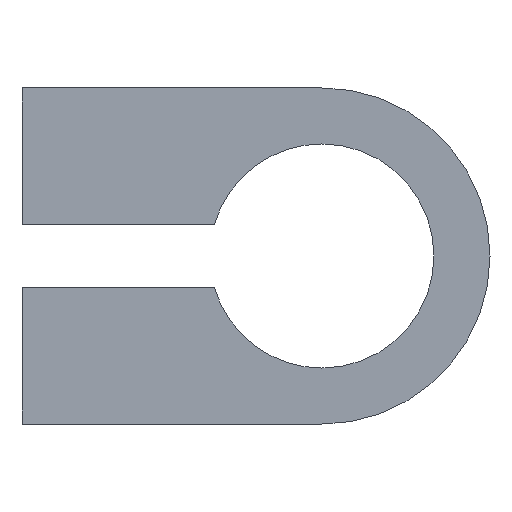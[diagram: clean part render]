
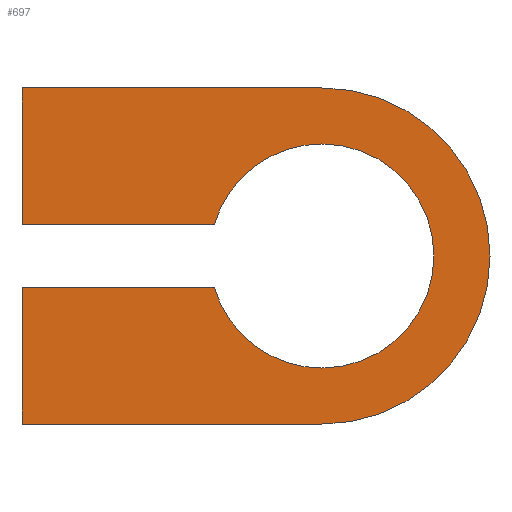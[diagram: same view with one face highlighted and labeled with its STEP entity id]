
A CAD part, front view. The second image highlights one B-rep face of the part: STEP entity #697.
In plain terms, the highlighted planar face has unit normal (0, -1, 0).
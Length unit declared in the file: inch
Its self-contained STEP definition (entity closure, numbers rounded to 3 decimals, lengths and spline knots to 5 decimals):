
#2 = EDGE_CURVE ( 'NONE', #102, #52, #334, .T. ) ;
#15 = ORIENTED_EDGE ( 'NONE', *, *, #2, .F. ) ;
#20 = CARTESIAN_POINT ( 'NONE',  ( 0., 0., 0.125 ) ) ;
#29 = DIRECTION ( 'NONE',  ( 0., 0., 1. ) ) ;
#36 = DIRECTION ( 'NONE',  ( 0., 1., 0. ) ) ;
#47 = DIRECTION ( 'NONE',  ( -1., 0., 0. ) ) ;
#52 = VERTEX_POINT ( 'NONE', #332 ) ;
#59 = DIRECTION ( 'NONE',  ( 0., 1., 0. ) ) ;
#62 = ORIENTED_EDGE ( 'NONE', *, *, #474, .F. ) ;
#67 = ORIENTED_EDGE ( 'NONE', *, *, #211, .T. ) ;
#69 = FACE_OUTER_BOUND ( 'NONE', #624, .T. ) ;
#88 = DIRECTION ( 'NONE',  ( 0., 0., 1. ) ) ;
#93 = CARTESIAN_POINT ( 'NONE',  ( 0., 0., 0.1875 ) ) ;
#102 = VERTEX_POINT ( 'NONE', #172 ) ;
#104 = DIRECTION ( 'NONE',  ( -1., 0., 0. ) ) ;
#130 = EDGE_CURVE ( 'NONE', #155, #384, #642, .T. ) ;
#131 = ORIENTED_EDGE ( 'NONE', *, *, #436, .F. ) ;
#136 = CARTESIAN_POINT ( 'NONE',  ( -0.3346, 0., 0.1875 ) ) ;
#148 = CARTESIAN_POINT ( 'NONE',  ( 0., 0., 0. ) ) ;
#155 = VERTEX_POINT ( 'NONE', #392 ) ;
#163 = EDGE_CURVE ( 'NONE', #515, #368, #607, .T. ) ;
#166 = CARTESIAN_POINT ( 'NONE',  ( 0., 0., 0. ) ) ;
#172 = CARTESIAN_POINT ( 'NONE',  ( -0.12, 0., 0.035 ) ) ;
#173 = ORIENTED_EDGE ( 'NONE', *, *, #433, .F. ) ;
#174 = LINE ( 'NONE', #136, #473 ) ;
#180 = CIRCLE ( 'NONE', #627, 0.125 ) ;
#182 = VECTOR ( 'NONE', #47, 39.37008 ) ;
#201 = CARTESIAN_POINT ( 'NONE',  ( -0.12, 0., -0.035 ) ) ;
#202 = VERTEX_POINT ( 'NONE', #572 ) ;
#211 = EDGE_CURVE ( 'NONE', #497, #384, #446, .T. ) ;
#217 = VERTEX_POINT ( 'NONE', #20 ) ;
#227 = CARTESIAN_POINT ( 'NONE',  ( -0.3346, 0., 0.035 ) ) ;
#228 = PLANE ( 'NONE',  #439 ) ;
#231 = DIRECTION ( 'NONE',  ( 1., 0., 0. ) ) ;
#235 = AXIS2_PLACEMENT_3D ( 'NONE', #561, #59, #457 ) ;
#252 = CARTESIAN_POINT ( 'NONE',  ( -0.3346, 0., -0.1875 ) ) ;
#260 = VECTOR ( 'NONE', #104, 39.37008 ) ;
#267 = DIRECTION ( 'NONE',  ( 0., 1., 0. ) ) ;
#291 = EDGE_CURVE ( 'NONE', #217, #497, #556, .T. ) ;
#292 = VECTOR ( 'NONE', #29, 39.37008 ) ;
#323 = EDGE_CURVE ( 'NONE', #368, #529, #680, .T. ) ;
#328 = ORIENTED_EDGE ( 'NONE', *, *, #584, .T. ) ;
#332 = CARTESIAN_POINT ( 'NONE',  ( -0.3346, 0., 0.035 ) ) ;
#334 = LINE ( 'NONE', #227, #182 ) ;
#339 = CARTESIAN_POINT ( 'NONE',  ( 0., 0., 0. ) ) ;
#368 = VERTEX_POINT ( 'NONE', #696 ) ;
#384 = VERTEX_POINT ( 'NONE', #201 ) ;
#392 = CARTESIAN_POINT ( 'NONE',  ( -0.3346, 0., -0.035 ) ) ;
#397 = CARTESIAN_POINT ( 'NONE',  ( 0., 0., 0. ) ) ;
#415 = DIRECTION ( 'NONE',  ( 1., 0., 0. ) ) ;
#417 = ORIENTED_EDGE ( 'NONE', *, *, #163, .F. ) ;
#427 = DIRECTION ( 'NONE',  ( 0., 0., 1. ) ) ;
#430 = CARTESIAN_POINT ( 'NONE',  ( 0., 0., -0.125 ) ) ;
#433 = EDGE_CURVE ( 'NONE', #202, #515, #174, .T. ) ;
#435 = LINE ( 'NONE', #480, #292 ) ;
#436 = EDGE_CURVE ( 'NONE', #529, #155, #493, .T. ) ;
#439 = AXIS2_PLACEMENT_3D ( 'NONE', #339, #36, #427 ) ;
#446 = CIRCLE ( 'NONE', #461, 0.125 ) ;
#453 = DIRECTION ( 'NONE',  ( 0., 1., 0. ) ) ;
#457 = DIRECTION ( 'NONE',  ( 0., 0., 1. ) ) ;
#458 = VECTOR ( 'NONE', #88, 39.37008 ) ;
#461 = AXIS2_PLACEMENT_3D ( 'NONE', #397, #267, #503 ) ;
#463 = ORIENTED_EDGE ( 'NONE', *, *, #130, .F. ) ;
#473 = VECTOR ( 'NONE', #415, 39.37008 ) ;
#474 = EDGE_CURVE ( 'NONE', #52, #202, #435, .T. ) ;
#480 = CARTESIAN_POINT ( 'NONE',  ( -0.3346, 0., -0.1875 ) ) ;
#493 = LINE ( 'NONE', #252, #458 ) ;
#495 = CARTESIAN_POINT ( 'NONE',  ( -0.3346, 0., -0.035 ) ) ;
#497 = VERTEX_POINT ( 'NONE', #430 ) ;
#503 = DIRECTION ( 'NONE',  ( 0., 0., 1. ) ) ;
#506 = CARTESIAN_POINT ( 'NONE',  ( 0., 0., -0.1875 ) ) ;
#515 = VERTEX_POINT ( 'NONE', #93 ) ;
#529 = VERTEX_POINT ( 'NONE', #593 ) ;
#549 = DIRECTION ( 'NONE',  ( 0., 1., 0. ) ) ;
#556 = CIRCLE ( 'NONE', #566, 0.125 ) ;
#557 = DIRECTION ( 'NONE',  ( 0., 0., 1. ) ) ;
#560 = ORIENTED_EDGE ( 'NONE', *, *, #291, .T. ) ;
#561 = CARTESIAN_POINT ( 'NONE',  ( 0., 0., 0. ) ) ;
#566 = AXIS2_PLACEMENT_3D ( 'NONE', #148, #549, #664 ) ;
#572 = CARTESIAN_POINT ( 'NONE',  ( -0.3346, 0., 0.1875 ) ) ;
#584 = EDGE_CURVE ( 'NONE', #102, #217, #180, .T. ) ;
#593 = CARTESIAN_POINT ( 'NONE',  ( -0.3346, 0., -0.1875 ) ) ;
#607 = CIRCLE ( 'NONE', #235, 0.1875 ) ;
#624 = EDGE_LOOP ( 'NONE', ( #62, #15, #328, #560, #67, #463, #131, #689, #417, #173 ) ) ;
#626 = VECTOR ( 'NONE', #231, 39.37008 ) ;
#627 = AXIS2_PLACEMENT_3D ( 'NONE', #166, #453, #557 ) ;
#642 = LINE ( 'NONE', #495, #626 ) ;
#664 = DIRECTION ( 'NONE',  ( 0., 0., 1. ) ) ;
#680 = LINE ( 'NONE', #506, #260 ) ;
#689 = ORIENTED_EDGE ( 'NONE', *, *, #323, .F. ) ;
#696 = CARTESIAN_POINT ( 'NONE',  ( 0., 0., -0.1875 ) ) ;
#697 = ADVANCED_FACE ( 'NONE', ( #69 ), #228, .F. ) ;
